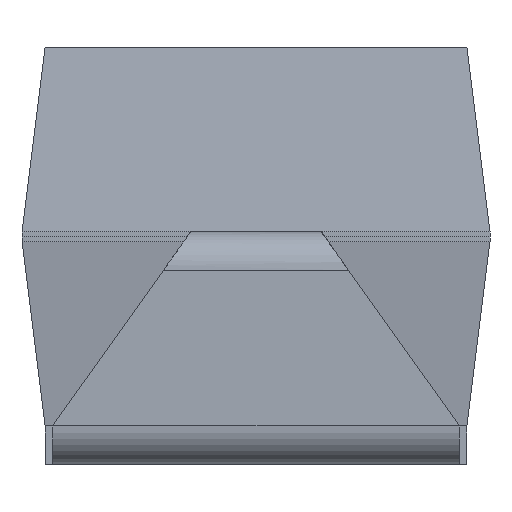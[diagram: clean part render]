
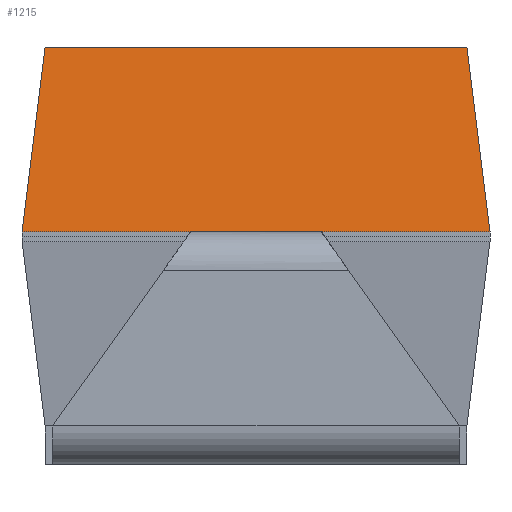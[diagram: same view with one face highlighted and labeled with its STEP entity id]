
A CAD part, left-side view. The second image highlights one B-rep face of the part: STEP entity #1215.
In plain terms, the highlighted planar face has unit normal (-0.992, 0, 0.124).
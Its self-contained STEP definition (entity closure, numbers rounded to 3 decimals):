
#1129=CARTESIAN_POINT('',(-2.79,2.75,5.43));
#1130=VERTEX_POINT('',#1129);
#1137=CARTESIAN_POINT('',(-2.79,-2.75,5.43));
#1138=VERTEX_POINT('',#1137);
#1139=CARTESIAN_POINT('',(-2.79,-2.75,5.43));
#1140=DIRECTION('',(0.0,1.0,0.0));
#1141=VECTOR('',#1140,5.5);
#1142=LINE('',#1139,#1141);
#1143=EDGE_CURVE('',#1138,#1130,#1142,.T.);
#1185=CARTESIAN_POINT('',(-2.94,-1.525,4.23));
#1186=DIRECTION('',(-0.992,0.0,0.124));
#1187=DIRECTION('',(0.124,0.0,0.992));
#1188=AXIS2_PLACEMENT_3D('',#1185,#1186,#1187);
#1189=PLANE('',#1188);
#1190=ORIENTED_EDGE('',*,*,#1143,.T.);
#1191=CARTESIAN_POINT('',(-3.09,3.05,3.03));
#1192=VERTEX_POINT('',#1191);
#1193=CARTESIAN_POINT('',(-2.79,2.75,5.43));
#1194=DIRECTION('',(-0.123,0.123,-0.985));
#1195=VECTOR('',#1194,2.437);
#1196=LINE('',#1193,#1195);
#1197=EDGE_CURVE('',#1130,#1192,#1196,.T.);
#1198=ORIENTED_EDGE('',*,*,#1197,.T.);
#1199=CARTESIAN_POINT('',(-3.09,-3.05,3.03));
#1200=VERTEX_POINT('',#1199);
#1201=CARTESIAN_POINT('',(-3.09,3.05,3.03));
#1202=DIRECTION('',(0.0,-1.0,0.0));
#1203=VECTOR('',#1202,6.1);
#1204=LINE('',#1201,#1203);
#1205=EDGE_CURVE('',#1192,#1200,#1204,.T.);
#1206=ORIENTED_EDGE('',*,*,#1205,.T.);
#1207=CARTESIAN_POINT('',(-2.79,-2.75,5.43));
#1208=DIRECTION('',(-0.123,-0.123,-0.985));
#1209=VECTOR('',#1208,2.437);
#1210=LINE('',#1207,#1209);
#1211=EDGE_CURVE('',#1138,#1200,#1210,.T.);
#1212=ORIENTED_EDGE('',*,*,#1211,.F.);
#1213=EDGE_LOOP('',(#1190,#1198,#1206,#1212));
#1214=FACE_OUTER_BOUND('',#1213,.T.);
#1215=ADVANCED_FACE('',(#1214),#1189,.T.);
